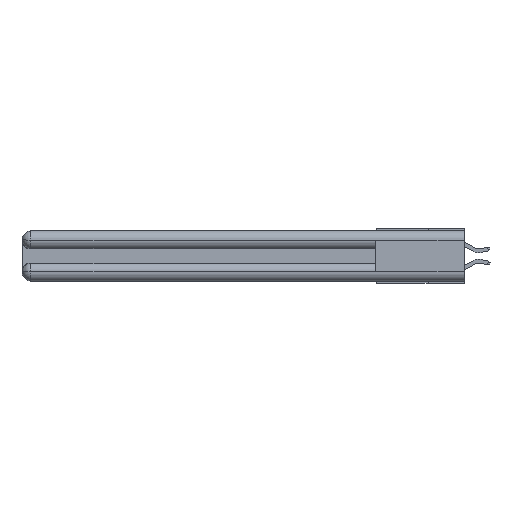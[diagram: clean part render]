
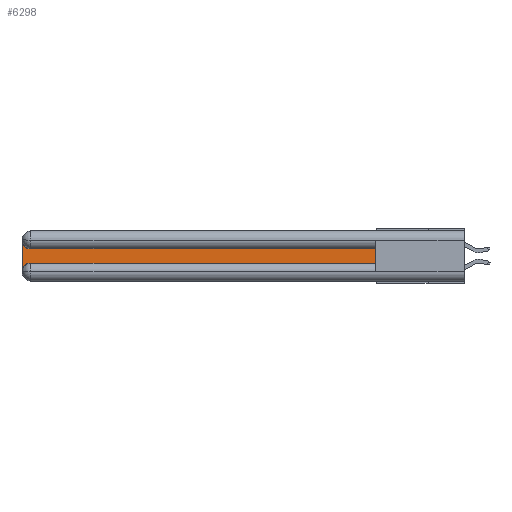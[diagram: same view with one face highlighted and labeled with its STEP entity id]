
A CAD part, left-side view. The second image highlights one B-rep face of the part: STEP entity #6298.
In plain terms, the highlighted planar face has unit normal (-1, 0, 0).
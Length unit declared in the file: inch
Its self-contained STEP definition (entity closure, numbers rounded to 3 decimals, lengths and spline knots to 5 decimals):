
#722 = EDGE_CURVE ( 'NONE', #25508, #7463, #12813, .T. ) ;
#810 = FACE_OUTER_BOUND ( 'NONE', #6507, .T. ) ;
#2432 = LINE ( 'NONE', #30815, #11183 ) ;
#3367 = AXIS2_PLACEMENT_3D ( 'NONE', #3815, #4141, #21935 ) ;
#3419 = DIRECTION ( 'NONE',  ( 0., 0., -1. ) ) ;
#3677 = EDGE_CURVE ( 'NONE', #5566, #13618, #5430, .T. ) ;
#3815 = CARTESIAN_POINT ( 'NONE',  ( 0.075, 2.94, -0.2775 ) ) ;
#4141 = DIRECTION ( 'NONE',  ( 1., 0., 0. ) ) ;
#4364 = CARTESIAN_POINT ( 'NONE',  ( 0.075, 2.94, -0.1225 ) ) ;
#5256 = ORIENTED_EDGE ( 'NONE', *, *, #32039, .T. ) ;
#5430 = LINE ( 'NONE', #15847, #31689 ) ;
#5445 = DIRECTION ( 'NONE',  ( 0., 0., 1. ) ) ;
#5566 = VERTEX_POINT ( 'NONE', #23874 ) ;
#6215 = VERTEX_POINT ( 'NONE', #32129 ) ;
#6298 = ADVANCED_FACE ( 'NONE', ( #810 ), #7021, .F. ) ;
#6432 = VECTOR ( 'NONE', #29014, 39.37008 ) ;
#6507 = EDGE_LOOP ( 'NONE', ( #31202, #24991, #26986, #15080, #11278, #5256 ) ) ;
#7021 = PLANE ( 'NONE',  #27016 ) ;
#7463 = VERTEX_POINT ( 'NONE', #28290 ) ;
#9331 = DIRECTION ( 'NONE',  ( 1., 0., 0. ) ) ;
#11183 = VECTOR ( 'NONE', #18157, 39.37008 ) ;
#11278 = ORIENTED_EDGE ( 'NONE', *, *, #722, .T. ) ;
#12813 = LINE ( 'NONE', #31446, #6432 ) ;
#12925 = EDGE_CURVE ( 'NONE', #14930, #5566, #21884, .T. ) ;
#13618 = VERTEX_POINT ( 'NONE', #30582 ) ;
#14930 = VERTEX_POINT ( 'NONE', #4364 ) ;
#15080 = ORIENTED_EDGE ( 'NONE', *, *, #22182, .T. ) ;
#15396 = CARTESIAN_POINT ( 'NONE',  ( 0.075, 0.6, -0.2175 ) ) ;
#15847 = CARTESIAN_POINT ( 'NONE',  ( 0.075, 3., -0.2175 ) ) ;
#18157 = DIRECTION ( 'NONE',  ( 0., 1., 0. ) ) ;
#21884 = CIRCLE ( 'NONE', #24741, 0.06 ) ;
#21935 = DIRECTION ( 'NONE',  ( 0., 0., -1. ) ) ;
#22182 = EDGE_CURVE ( 'NONE', #13618, #25508, #24913, .T. ) ;
#22873 = CARTESIAN_POINT ( 'NONE',  ( 0.075, 2.94, -0.2175 ) ) ;
#23874 = CARTESIAN_POINT ( 'NONE',  ( 0.075, 3., -0.0625 ) ) ;
#24741 = AXIS2_PLACEMENT_3D ( 'NONE', #31433, #9331, #3419 ) ;
#24766 = CARTESIAN_POINT ( 'NONE',  ( 0.075, 3., -0.1225 ) ) ;
#24913 = CIRCLE ( 'NONE', #3367, 0.06 ) ;
#24991 = ORIENTED_EDGE ( 'NONE', *, *, #12925, .T. ) ;
#25508 = VERTEX_POINT ( 'NONE', #22873 ) ;
#26121 = DIRECTION ( 'NONE',  ( 0., 0., -1. ) ) ;
#26986 = ORIENTED_EDGE ( 'NONE', *, *, #3677, .T. ) ;
#27016 = AXIS2_PLACEMENT_3D ( 'NONE', #24766, #32759, #32557 ) ;
#27181 = EDGE_CURVE ( 'NONE', #6215, #14930, #2432, .T. ) ;
#27211 = LINE ( 'NONE', #15396, #32747 ) ;
#28290 = CARTESIAN_POINT ( 'NONE',  ( 0.075, 0.6, -0.2175 ) ) ;
#29014 = DIRECTION ( 'NONE',  ( 0., -1., 0. ) ) ;
#30582 = CARTESIAN_POINT ( 'NONE',  ( 0.075, 3., -0.2775 ) ) ;
#30815 = CARTESIAN_POINT ( 'NONE',  ( 0.075, 0.6, -0.1225 ) ) ;
#31202 = ORIENTED_EDGE ( 'NONE', *, *, #27181, .T. ) ;
#31433 = CARTESIAN_POINT ( 'NONE',  ( 0.075, 2.94, -0.0625 ) ) ;
#31446 = CARTESIAN_POINT ( 'NONE',  ( 0.075, 0.6, -0.2175 ) ) ;
#31689 = VECTOR ( 'NONE', #26121, 39.37008 ) ;
#32039 = EDGE_CURVE ( 'NONE', #7463, #6215, #27211, .T. ) ;
#32129 = CARTESIAN_POINT ( 'NONE',  ( 0.075, 0.6, -0.1225 ) ) ;
#32557 = DIRECTION ( 'NONE',  ( 0., 0., -1. ) ) ;
#32747 = VECTOR ( 'NONE', #5445, 39.37008 ) ;
#32759 = DIRECTION ( 'NONE',  ( 1., 0., 0. ) ) ;
